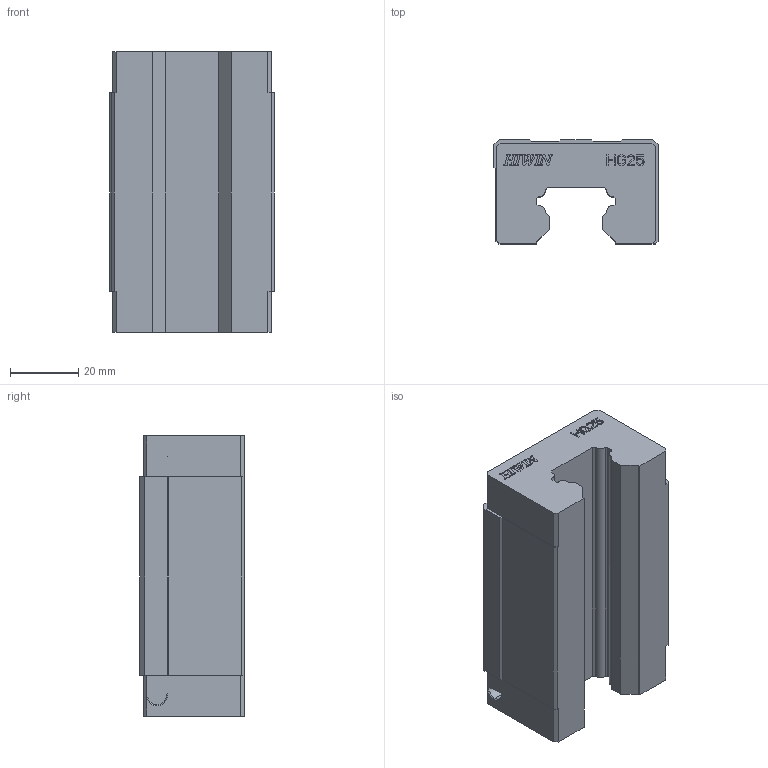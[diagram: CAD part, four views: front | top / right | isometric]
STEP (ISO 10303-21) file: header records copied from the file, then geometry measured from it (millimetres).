
FILE_DESCRIPTION (( 'STEP AP203' ), '1' );
FILE_NAME ('HGL25C.STEP', '2007-11-05T07:51:49', ( 'HIWIN GmbH' ), ( '77654 Offenburg' ), 'SwSTEP 2.0', 'SolidWorks 2006104', '' );
FILE_SCHEMA (( 'CONFIG_CONTROL_DESIGN' ));
Length unit declared in the file: millimetre
Products named in the file (3): HGL25C; ASM_HG25_ASM_42_ASM_Standard; HG-25-BLOCK_9_Standard
Assembly tree (2 placements, depth 3):
  HGL25C
    ASM_HG25_ASM_42_ASM_Standard
      HG-25-BLOCK_9_Standard
Bounding box: 48 x 30.5 x 82.3 mm (x, y, z)
Volume: 89853.9 mm3; surface area: 18729 mm2
Topology: 1 solids, 1 shells, 632 faces, 1839 edges, 1223 vertices
Faces by surface type: plane 522, cylinder 102, cone 8
Entity records: 21193 total; most frequent: CARTESIAN_POINT 4435, ORIENTED_EDGE 3646, DIRECTION 3078, EDGE_CURVE 1823, VECTOR 1538, LINE 1538, VERTEX_POINT 1215, AXIS2_PLACEMENT_3D 770
